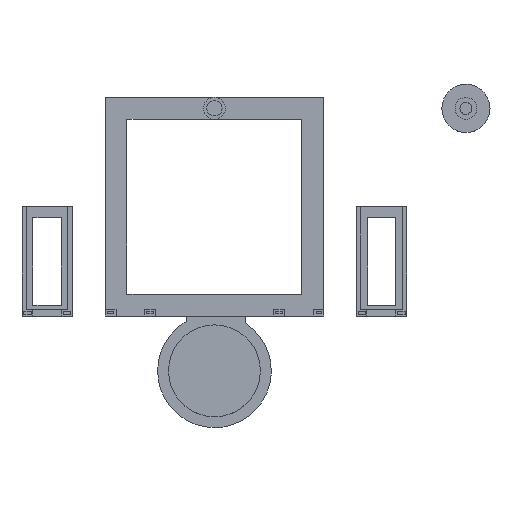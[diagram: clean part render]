
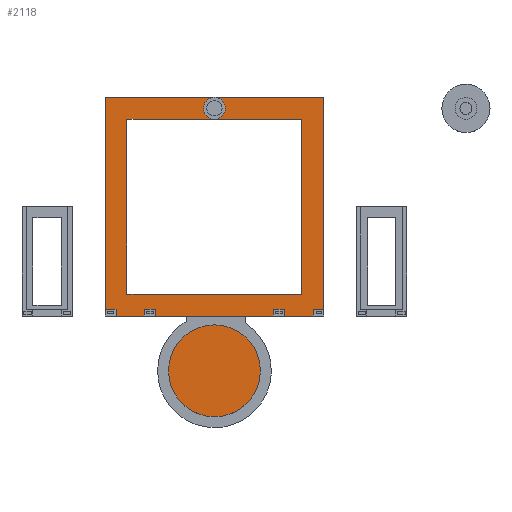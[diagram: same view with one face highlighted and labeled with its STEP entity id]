
A CAD part, top view. The second image highlights one B-rep face of the part: STEP entity #2118.
In plain terms, the highlighted planar face has unit normal (0, 0, 1).
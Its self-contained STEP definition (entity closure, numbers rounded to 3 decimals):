
#32=FACE_BOUND('',#351,.T.);
#110=PLANE('',#2260);
#223=FACE_OUTER_BOUND('',#350,.T.);
#350=EDGE_LOOP('',(#1801,#1802,#1803,#1804,#1805,#1806,#1807,#1808,#1809,
#1810,#1811,#1812,#1813,#1814,#1815,#1816,#1817,#1818,#1819,#1820,#1821,
#1822,#1823,#1824,#1825,#1826,#1827,#1828,#1829));
#351=EDGE_LOOP('',(#1830));
#539=LINE('',#3171,#815);
#544=LINE('',#3181,#820);
#547=LINE('',#3187,#823);
#552=LINE('',#3195,#828);
#554=LINE('',#3200,#830);
#556=LINE('',#3204,#832);
#560=LINE('',#3212,#836);
#563=LINE('',#3217,#839);
#567=LINE('',#3225,#843);
#569=LINE('',#3228,#845);
#571=LINE('',#3232,#847);
#572=LINE('',#3234,#848);
#574=LINE('',#3238,#850);
#575=LINE('',#3240,#851);
#576=LINE('',#3242,#852);
#577=LINE('',#3246,#853);
#578=LINE('',#3248,#854);
#579=LINE('',#3250,#855);
#580=LINE('',#3253,#856);
#581=LINE('',#3255,#857);
#582=LINE('',#3258,#858);
#583=LINE('',#3259,#859);
#584=LINE('',#3260,#860);
#585=LINE('',#3265,#861);
#586=LINE('',#3266,#862);
#815=VECTOR('',#2595,10.);
#820=VECTOR('',#2602,10.);
#823=VECTOR('',#2607,10.);
#828=VECTOR('',#2612,10.);
#830=VECTOR('',#2616,10.);
#832=VECTOR('',#2620,10.);
#836=VECTOR('',#2626,10.);
#839=VECTOR('',#2629,10.);
#843=VECTOR('',#2635,10.);
#845=VECTOR('',#2639,10.);
#847=VECTOR('',#2643,10.);
#848=VECTOR('',#2646,10.);
#850=VECTOR('',#2650,10.);
#851=VECTOR('',#2653,10.);
#852=VECTOR('',#2656,10.);
#853=VECTOR('',#2659,10.);
#854=VECTOR('',#2660,10.);
#855=VECTOR('',#2661,10.);
#856=VECTOR('',#2664,10.);
#857=VECTOR('',#2665,10.);
#858=VECTOR('',#2668,10.);
#859=VECTOR('',#2669,10.);
#860=VECTOR('',#2670,10.);
#861=VECTOR('',#2675,10.);
#862=VECTOR('',#2676,10.);
#959=CIRCLE('',#2261,5.);
#960=CIRCLE('',#2262,26.);
#961=CIRCLE('',#2263,5.);
#962=CIRCLE('',#2264,5.);
#963=CIRCLE('',#2265,21.);
#1071=VERTEX_POINT('',#3168);
#1072=VERTEX_POINT('',#3170);
#1075=VERTEX_POINT('',#3178);
#1076=VERTEX_POINT('',#3180);
#1077=VERTEX_POINT('',#3184);
#1078=VERTEX_POINT('',#3186);
#1081=VERTEX_POINT('',#3193);
#1082=VERTEX_POINT('',#3197);
#1083=VERTEX_POINT('',#3199);
#1084=VERTEX_POINT('',#3203);
#1086=VERTEX_POINT('',#3209);
#1087=VERTEX_POINT('',#3211);
#1088=VERTEX_POINT('',#3214);
#1089=VERTEX_POINT('',#3216);
#1091=VERTEX_POINT('',#3222);
#1092=VERTEX_POINT('',#3224);
#1093=VERTEX_POINT('',#3230);
#1094=VERTEX_POINT('',#3236);
#1095=VERTEX_POINT('',#3244);
#1096=VERTEX_POINT('',#3245);
#1097=VERTEX_POINT('',#3247);
#1098=VERTEX_POINT('',#3249);
#1099=VERTEX_POINT('',#3251);
#1100=VERTEX_POINT('',#3254);
#1101=VERTEX_POINT('',#3256);
#1102=VERTEX_POINT('',#3261);
#1103=VERTEX_POINT('',#3264);
#1104=VERTEX_POINT('',#3267);
#1310=EDGE_CURVE('',#1072,#1071,#539,.T.);
#1315=EDGE_CURVE('',#1076,#1075,#544,.T.);
#1318=EDGE_CURVE('',#1077,#1078,#547,.T.);
#1323=EDGE_CURVE('',#1071,#1081,#552,.T.);
#1325=EDGE_CURVE('',#1083,#1082,#554,.T.);
#1327=EDGE_CURVE('',#1084,#1083,#556,.T.);
#1331=EDGE_CURVE('',#1087,#1086,#560,.T.);
#1334=EDGE_CURVE('',#1089,#1088,#563,.T.);
#1338=EDGE_CURVE('',#1092,#1091,#567,.T.);
#1340=EDGE_CURVE('',#1088,#1092,#569,.T.);
#1342=EDGE_CURVE('',#1077,#1093,#571,.T.);
#1343=EDGE_CURVE('',#1078,#1082,#572,.T.);
#1345=EDGE_CURVE('',#1086,#1094,#574,.T.);
#1346=EDGE_CURVE('',#1091,#1087,#575,.T.);
#1347=EDGE_CURVE('',#1093,#1072,#576,.T.);
#1348=EDGE_CURVE('',#1095,#1096,#577,.F.);
#1349=EDGE_CURVE('',#1096,#1097,#578,.F.);
#1350=EDGE_CURVE('',#1097,#1098,#579,.F.);
#1351=EDGE_CURVE('',#1098,#1099,#959,.T.);
#1352=EDGE_CURVE('',#1099,#1084,#580,.T.);
#1353=EDGE_CURVE('',#1081,#1100,#581,.T.);
#1354=EDGE_CURVE('',#1100,#1101,#960,.T.);
#1355=EDGE_CURVE('',#1101,#1089,#582,.T.);
#1356=EDGE_CURVE('',#1094,#1076,#583,.T.);
#1357=EDGE_CURVE('',#1075,#1099,#584,.T.);
#1358=EDGE_CURVE('',#1099,#1102,#961,.T.);
#1359=EDGE_CURVE('',#1102,#1098,#962,.T.);
#1360=EDGE_CURVE('',#1098,#1103,#585,.F.);
#1361=EDGE_CURVE('',#1103,#1095,#586,.F.);
#1362=EDGE_CURVE('',#1104,#1104,#963,.T.);
#1801=ORIENTED_EDGE('',*,*,#1348,.T.);
#1802=ORIENTED_EDGE('',*,*,#1349,.T.);
#1803=ORIENTED_EDGE('',*,*,#1350,.T.);
#1804=ORIENTED_EDGE('',*,*,#1351,.T.);
#1805=ORIENTED_EDGE('',*,*,#1352,.T.);
#1806=ORIENTED_EDGE('',*,*,#1327,.T.);
#1807=ORIENTED_EDGE('',*,*,#1325,.T.);
#1808=ORIENTED_EDGE('',*,*,#1343,.F.);
#1809=ORIENTED_EDGE('',*,*,#1318,.F.);
#1810=ORIENTED_EDGE('',*,*,#1342,.T.);
#1811=ORIENTED_EDGE('',*,*,#1347,.T.);
#1812=ORIENTED_EDGE('',*,*,#1310,.T.);
#1813=ORIENTED_EDGE('',*,*,#1323,.T.);
#1814=ORIENTED_EDGE('',*,*,#1353,.T.);
#1815=ORIENTED_EDGE('',*,*,#1354,.T.);
#1816=ORIENTED_EDGE('',*,*,#1355,.T.);
#1817=ORIENTED_EDGE('',*,*,#1334,.T.);
#1818=ORIENTED_EDGE('',*,*,#1340,.T.);
#1819=ORIENTED_EDGE('',*,*,#1338,.T.);
#1820=ORIENTED_EDGE('',*,*,#1346,.T.);
#1821=ORIENTED_EDGE('',*,*,#1331,.T.);
#1822=ORIENTED_EDGE('',*,*,#1345,.T.);
#1823=ORIENTED_EDGE('',*,*,#1356,.T.);
#1824=ORIENTED_EDGE('',*,*,#1315,.T.);
#1825=ORIENTED_EDGE('',*,*,#1357,.T.);
#1826=ORIENTED_EDGE('',*,*,#1358,.T.);
#1827=ORIENTED_EDGE('',*,*,#1359,.T.);
#1828=ORIENTED_EDGE('',*,*,#1360,.T.);
#1829=ORIENTED_EDGE('',*,*,#1361,.T.);
#1830=ORIENTED_EDGE('',*,*,#1362,.T.);
#2118=ADVANCED_FACE('',(#223,#32),#110,.T.);
#2260=AXIS2_PLACEMENT_3D('',#3243,#2657,#2658);
#2261=AXIS2_PLACEMENT_3D('',#3252,#2662,#2663);
#2262=AXIS2_PLACEMENT_3D('',#3257,#2666,#2667);
#2263=AXIS2_PLACEMENT_3D('',#3262,#2671,#2672);
#2264=AXIS2_PLACEMENT_3D('',#3263,#2673,#2674);
#2265=AXIS2_PLACEMENT_3D('',#3268,#2677,#2678);
#2595=DIRECTION('',(0.,-1.,0.));
#2602=DIRECTION('',(0.,1.,0.));
#2607=DIRECTION('',(-1.,0.,0.));
#2612=DIRECTION('',(1.,0.,0.));
#2616=DIRECTION('',(1.,0.,0.));
#2620=DIRECTION('',(0.,-1.,0.));
#2626=DIRECTION('',(1.,0.,0.));
#2629=DIRECTION('',(1.,0.,0.));
#2635=DIRECTION('',(1.,0.,0.));
#2639=DIRECTION('',(0.,1.,0.));
#2643=DIRECTION('',(0.,1.,0.));
#2646=DIRECTION('',(0.,1.,0.));
#2650=DIRECTION('',(0.,1.,0.));
#2653=DIRECTION('',(0.,-1.,0.));
#2656=DIRECTION('',(1.,0.,0.));
#2657=DIRECTION('center_axis',(0.,0.,1.));
#2658=DIRECTION('ref_axis',(1.,0.,0.));
#2659=DIRECTION('',(1.,0.,0.));
#2660=DIRECTION('',(0.,-1.,0.));
#2661=DIRECTION('',(-1.,0.,0.));
#2662=DIRECTION('center_axis',(0.,0.,-1.));
#2663=DIRECTION('ref_axis',(-1.,0.,0.));
#2664=DIRECTION('',(-1.,0.,0.));
#2665=DIRECTION('',(0.,-1.,0.));
#2666=DIRECTION('center_axis',(0.,0.,1.));
#2667=DIRECTION('ref_axis',(1.,0.,0.));
#2668=DIRECTION('',(0.,1.,0.));
#2669=DIRECTION('',(1.,0.,0.));
#2670=DIRECTION('',(-1.,0.,0.));
#2671=DIRECTION('center_axis',(0.,0.,-1.));
#2672=DIRECTION('ref_axis',(-1.,0.,0.));
#2673=DIRECTION('center_axis',(0.,0.,-1.));
#2674=DIRECTION('ref_axis',(-1.,0.,0.));
#2675=DIRECTION('',(-1.,0.,0.));
#2676=DIRECTION('',(0.,1.,0.));
#2677=DIRECTION('center_axis',(0.,0.,-1.));
#2678=DIRECTION('ref_axis',(1.,0.,0.));
#3168=CARTESIAN_POINT('',(-27.,-50.,5.));
#3170=CARTESIAN_POINT('',(-27.,-47.,5.));
#3171=CARTESIAN_POINT('',(-27.,-25.,5.));
#3178=CARTESIAN_POINT('',(50.,50.,5.));
#3180=CARTESIAN_POINT('',(50.,-47.,5.));
#3181=CARTESIAN_POINT('',(50.,50.,5.));
#3184=CARTESIAN_POINT('',(-31.997,-50.,5.));
#3186=CARTESIAN_POINT('',(-45.,-50.,5.));
#3187=CARTESIAN_POINT('',(-41.,-50.,5.));
#3193=CARTESIAN_POINT('',(-13.,-50.,5.));
#3195=CARTESIAN_POINT('',(50.,-50.,5.));
#3197=CARTESIAN_POINT('',(-45.,-47.,5.));
#3199=CARTESIAN_POINT('',(-50.,-47.,5.));
#3200=CARTESIAN_POINT('',(-15.5,-47.,5.));
#3203=CARTESIAN_POINT('',(-50.,50.,5.));
#3204=CARTESIAN_POINT('',(-50.,-50.,5.));
#3209=CARTESIAN_POINT('',(45.273,-50.,5.));
#3211=CARTESIAN_POINT('',(32.,-50.,5.));
#3212=CARTESIAN_POINT('',(50.,-50.,5.));
#3214=CARTESIAN_POINT('',(27.,-50.,5.));
#3216=CARTESIAN_POINT('',(14.,-50.,5.));
#3217=CARTESIAN_POINT('',(50.,-50.,5.));
#3222=CARTESIAN_POINT('',(32.,-47.,5.));
#3224=CARTESIAN_POINT('',(27.,-47.,5.));
#3225=CARTESIAN_POINT('',(15.5,-47.,5.));
#3228=CARTESIAN_POINT('',(27.,-25.,5.));
#3230=CARTESIAN_POINT('',(-31.997,-47.,5.));
#3232=CARTESIAN_POINT('',(-31.997,-50.,5.));
#3234=CARTESIAN_POINT('',(-45.,-50.,5.));
#3236=CARTESIAN_POINT('',(45.273,-47.,5.));
#3238=CARTESIAN_POINT('',(45.273,-50.,5.));
#3240=CARTESIAN_POINT('',(32.,-25.,5.));
#3242=CARTESIAN_POINT('',(-15.5,-47.,5.));
#3243=CARTESIAN_POINT('Origin',(0.,0.,5.));
#3244=CARTESIAN_POINT('',(40.,-40.,5.));
#3245=CARTESIAN_POINT('',(-40.,-40.,5.));
#3246=CARTESIAN_POINT('',(17.5,-40.,5.));
#3247=CARTESIAN_POINT('',(-40.,40.,5.));
#3248=CARTESIAN_POINT('',(-40.,-17.5,5.));
#3249=CARTESIAN_POINT('',(0.,40.,5.));
#3250=CARTESIAN_POINT('',(-17.5,40.,5.));
#3251=CARTESIAN_POINT('',(0.,50.,5.));
#3252=CARTESIAN_POINT('Origin',(0.,45.,5.));
#3253=CARTESIAN_POINT('',(-50.,50.,5.));
#3254=CARTESIAN_POINT('',(-13.,-52.483,5.));
#3255=CARTESIAN_POINT('',(-13.,-45.,5.));
#3256=CARTESIAN_POINT('',(14.,-53.091,5.));
#3257=CARTESIAN_POINT('Origin',(0.,-75.,5.));
#3258=CARTESIAN_POINT('',(14.,-54.,5.));
#3259=CARTESIAN_POINT('',(15.5,-47.,5.));
#3260=CARTESIAN_POINT('',(-50.,50.,5.));
#3261=CARTESIAN_POINT('',(5.,45.,5.));
#3262=CARTESIAN_POINT('Origin',(0.,45.,5.));
#3263=CARTESIAN_POINT('Origin',(0.,45.,5.));
#3264=CARTESIAN_POINT('',(40.,40.,5.));
#3265=CARTESIAN_POINT('',(-17.5,40.,5.));
#3266=CARTESIAN_POINT('',(40.,17.5,5.));
#3267=CARTESIAN_POINT('',(-21.,-75.,5.));
#3268=CARTESIAN_POINT('Origin',(0.,-75.,5.));
